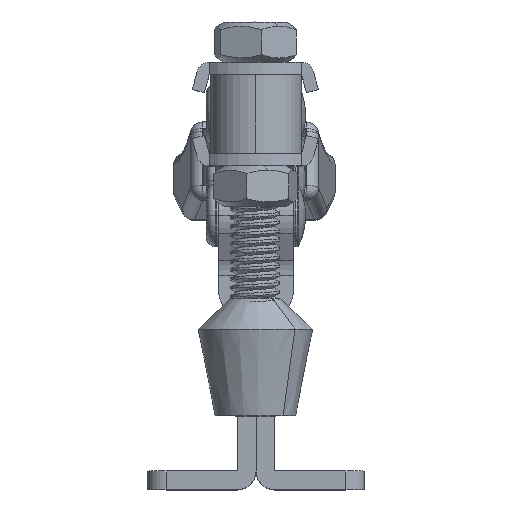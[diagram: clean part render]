
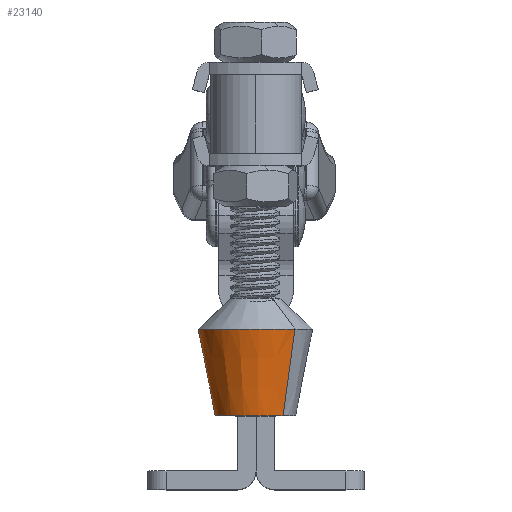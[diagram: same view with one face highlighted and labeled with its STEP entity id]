
A CAD part, top view. The second image highlights one B-rep face of the part: STEP entity #23140.
In plain terms, the highlighted conical face has half-angle 11.113 degrees and reference radius 9.25 mm.
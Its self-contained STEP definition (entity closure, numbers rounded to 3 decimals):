
#11956 = CARTESIAN_POINT ( 'NONE',  ( 0., 9.25, 5.5 ) ) ;
#11957 = CARTESIAN_POINT ( 'NONE',  ( 0., 6.5, -8.5 ) ) ;
#11960 = CARTESIAN_POINT ( 'NONE',  ( 0., -6.5, -8.5 ) ) ;
#12670 = DIRECTION ( 'NONE',  ( 0., 0.193, 0.981 ) ) ;
#12672 = VECTOR ( 'NONE', #12670, 1000. ) ;
#12674 = CARTESIAN_POINT ( 'NONE',  ( 0., 9.25, 5.5 ) ) ;
#12675 = LINE ( 'NONE', #12674, #12672 ) ;
#12752 = DIRECTION ( 'NONE',  ( 0., -0.193, 0.981 ) ) ;
#12754 = VECTOR ( 'NONE', #12752, 1000. ) ;
#12755 = CARTESIAN_POINT ( 'NONE',  ( 0., -9.25, 5.5 ) ) ;
#12757 = LINE ( 'NONE', #12755, #12754 ) ;
#12762 = CARTESIAN_POINT ( 'NONE',  ( 0., -9.25, 5.5 ) ) ;
#13178 = DIRECTION ( 'NONE',  ( 0., -1., 0. ) ) ;
#13180 = DIRECTION ( 'NONE',  ( 0., 0., 1. ) ) ;
#13182 = CARTESIAN_POINT ( 'NONE',  ( 0., 0., -8.5 ) ) ;
#13183 = AXIS2_PLACEMENT_3D ( 'NONE', #13182, #13180, #13178 ) ;
#13185 = CIRCLE ( 'NONE', #13183, 6.5 ) ;
#13246 = DIRECTION ( 'NONE',  ( 0., -1., 0. ) ) ;
#13248 = DIRECTION ( 'NONE',  ( 0., 0., 1. ) ) ;
#13249 = AXIS2_PLACEMENT_3D ( 'NONE', #13257, #13248, #13246 ) ;
#13251 = CONICAL_SURFACE ( 'NONE', #13249, 9.25, 0.194 ) ;
#13257 = CARTESIAN_POINT ( 'NONE',  ( 0., 0., 5.5 ) ) ;
#13260 = DIRECTION ( 'NONE',  ( 0., -1., 0. ) ) ;
#13262 = DIRECTION ( 'NONE',  ( 0., 0., 1. ) ) ;
#13263 = CARTESIAN_POINT ( 'NONE',  ( 0., 0., 5.5 ) ) ;
#13264 = AXIS2_PLACEMENT_3D ( 'NONE', #13263, #13262, #13260 ) ;
#13266 = CIRCLE ( 'NONE', #13264, 9.25 ) ;
#13268 = FACE_OUTER_BOUND ( 'NONE', #23143, .T. ) ;
#22681 = VERTEX_POINT ( 'NONE', #11960 ) ;
#22683 = VERTEX_POINT ( 'NONE', #11957 ) ;
#22685 = VERTEX_POINT ( 'NONE', #11956 ) ;
#22925 = EDGE_CURVE ( 'NONE', #22683, #22685, #12675, .T. ) ;
#22932 = VERTEX_POINT ( 'NONE', #12762 ) ;
#22936 = EDGE_CURVE ( 'NONE', #22681, #22932, #12757, .T. ) ;
#23119 = ORIENTED_EDGE ( 'NONE', *, *, #23120, .T. ) ;
#23120 = EDGE_CURVE ( 'NONE', #22683, #22681, #13185, .T. ) ;
#23121 = ORIENTED_EDGE ( 'NONE', *, *, #22936, .T. ) ;
#23122 = ORIENTED_EDGE ( 'NONE', *, *, #23137, .F. ) ;
#23137 = EDGE_CURVE ( 'NONE', #22685, #22932, #13266, .T. ) ;
#23140 = ADVANCED_FACE ( 'NONE', ( #13268 ), #13251, .T. ) ;
#23143 = EDGE_LOOP ( 'NONE', ( #23145, #23119, #23121, #23122 ) ) ;
#23145 = ORIENTED_EDGE ( 'NONE', *, *, #22925, .F. ) ;
